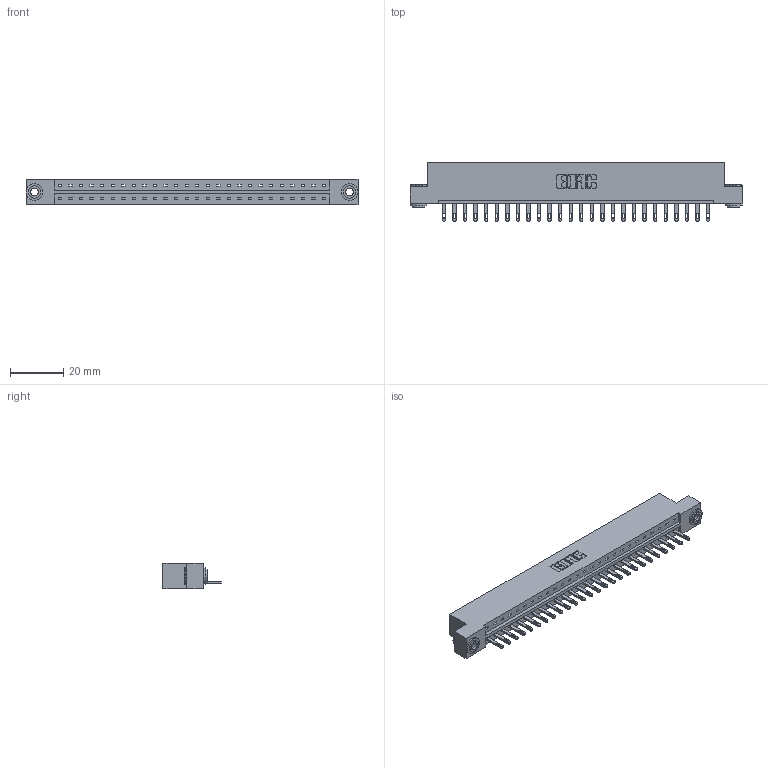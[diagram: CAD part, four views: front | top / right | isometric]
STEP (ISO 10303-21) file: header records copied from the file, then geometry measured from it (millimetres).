
FILE_DESCRIPTION (( 'STEP AP203' ), '1' );
FILE_NAME ('333-026-500-103.STEP', '2018-08-02T12:22:56', ( '' ), ( '' ), 'SwSTEP 2.0', 'SolidWorks 2016', '' );
FILE_SCHEMA (( 'CONFIG_CONTROL_DESIGN' ));
Length unit declared in the file: inch
Products named in the file (4): 333 Part_Flush - .156 Dia - TH; 345-292-001_345-293-100; 345-250-002_345-250-002-102; 333-026-500-103
Assembly tree (29 placements, depth 2):
  333-026-500-103
    333 Part_Flush - .156 Dia - TH
    345-292-001_345-293-100  x26
    345-250-002_345-250-002-102  x2
Bounding box: 124.56 x 21.85 x 9.4 mm (x, y, z)
Volume: 12432.3 mm3; surface area: 13637.5 mm2
Topology: 29 solids, 29 shells, 1556 faces, 4755 edges, 3166 vertices
Faces by surface type: plane 1016, cylinder 532, cone 8
Entity records: 18544 total; most frequent: CARTESIAN_POINT 3179, ORIENTED_EDGE 3134, DIRECTION 2749, EDGE_CURVE 1567, LINE 1411, VECTOR 1411, VERTEX_POINT 1042, AXIS2_PLACEMENT_3D 669
